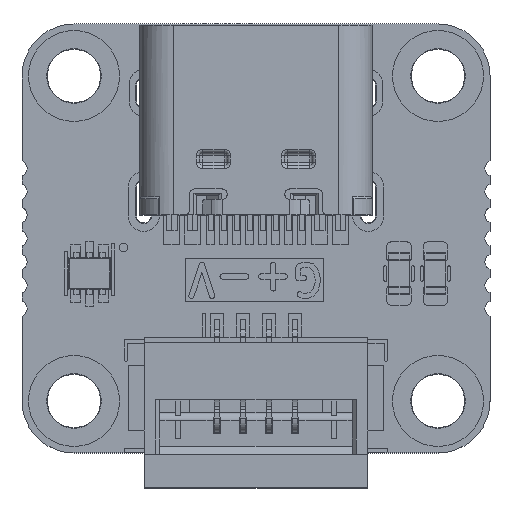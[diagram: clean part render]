
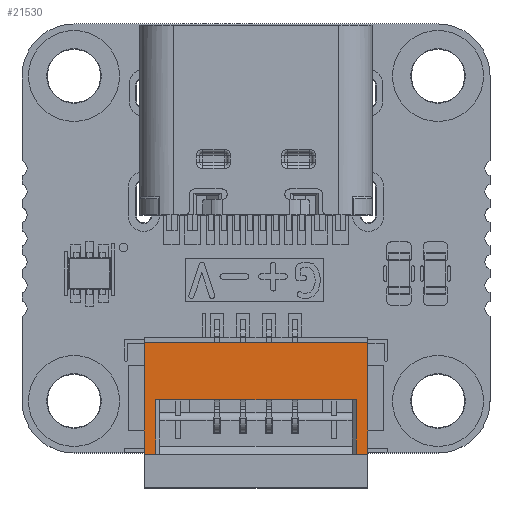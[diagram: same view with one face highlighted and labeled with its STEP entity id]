
A CAD part, top view. The second image highlights one B-rep face of the part: STEP entity #21530.
In plain terms, the highlighted planar face has unit normal (0, 0, 1).
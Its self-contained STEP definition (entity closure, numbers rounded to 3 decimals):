
#19347 = VERTEX_POINT('',#19348);
#19348 = CARTESIAN_POINT('',(-3.85,-0.15,1.1));
#19354 = EDGE_CURVE('',#19355,#19347,#19357,.T.);
#19355 = VERTEX_POINT('',#19356);
#19356 = CARTESIAN_POINT('',(-3.85,-2.25,1.1));
#19357 = LINE('',#19358,#19359);
#19358 = CARTESIAN_POINT('',(-3.85,-2.25,1.1));
#19359 = VECTOR('',#19360,1.);
#19360 = DIRECTION('',(0.,1.,0.));
#19906 = VERTEX_POINT('',#19907);
#19907 = CARTESIAN_POINT('',(-4.3,2.05,1.1));
#19913 = EDGE_CURVE('',#19906,#19914,#19916,.T.);
#19914 = VERTEX_POINT('',#19915);
#19915 = CARTESIAN_POINT('',(4.3,2.05,1.1));
#19916 = LINE('',#19917,#19918);
#19917 = CARTESIAN_POINT('',(-5.652,2.05,1.1));
#19918 = VECTOR('',#19919,1.);
#19919 = DIRECTION('',(1.,0.,0.));
#20184 = VERTEX_POINT('',#20185);
#20185 = CARTESIAN_POINT('',(3.85,-0.15,1.1));
#20191 = EDGE_CURVE('',#19347,#20184,#20192,.T.);
#20192 = LINE('',#20193,#20194);
#20193 = CARTESIAN_POINT('',(2.55,-0.15,1.1));
#20194 = VECTOR('',#20195,1.);
#20195 = DIRECTION('',(1.,0.,0.));
#20663 = EDGE_CURVE('',#20664,#19914,#20666,.T.);
#20664 = VERTEX_POINT('',#20665);
#20665 = CARTESIAN_POINT('',(4.3,-2.25,1.1));
#20666 = LINE('',#20667,#20668);
#20667 = CARTESIAN_POINT('',(4.3,-2.25,1.1));
#20668 = VECTOR('',#20669,1.);
#20669 = DIRECTION('',(0.,1.,0.));
#21109 = VERTEX_POINT('',#21110);
#21110 = CARTESIAN_POINT('',(-4.3,-2.25,1.1));
#21116 = EDGE_CURVE('',#21109,#19906,#21117,.T.);
#21117 = LINE('',#21118,#21119);
#21118 = CARTESIAN_POINT('',(-4.3,-2.25,1.1));
#21119 = VECTOR('',#21120,1.);
#21120 = DIRECTION('',(0.,1.,0.));
#21245 = EDGE_CURVE('',#20664,#21246,#21248,.T.);
#21246 = VERTEX_POINT('',#21247);
#21247 = CARTESIAN_POINT('',(3.85,-2.25,1.1));
#21248 = LINE('',#21249,#21250);
#21249 = CARTESIAN_POINT('',(4.3,-2.25,1.1));
#21250 = VECTOR('',#21251,1.);
#21251 = DIRECTION('',(-1.,0.,0.));
#21276 = EDGE_CURVE('',#19355,#21109,#21277,.T.);
#21277 = LINE('',#21278,#21279);
#21278 = CARTESIAN_POINT('',(4.3,-2.25,1.1));
#21279 = VECTOR('',#21280,1.);
#21280 = DIRECTION('',(-1.,0.,0.));
#21530 = ADVANCED_FACE('',(#21531),#21546,.T.);
#21531 = FACE_BOUND('',#21532,.T.);
#21532 = EDGE_LOOP('',(#21533,#21534,#21535,#21536,#21537,#21538,#21544,
    #21545));
#21533 = ORIENTED_EDGE('',*,*,#19913,.F.);
#21534 = ORIENTED_EDGE('',*,*,#21116,.F.);
#21535 = ORIENTED_EDGE('',*,*,#21276,.F.);
#21536 = ORIENTED_EDGE('',*,*,#19354,.T.);
#21537 = ORIENTED_EDGE('',*,*,#20191,.T.);
#21538 = ORIENTED_EDGE('',*,*,#21539,.T.);
#21539 = EDGE_CURVE('',#20184,#21246,#21540,.T.);
#21540 = LINE('',#21541,#21542);
#21541 = CARTESIAN_POINT('',(3.85,-2.25,1.1));
#21542 = VECTOR('',#21543,1.);
#21543 = DIRECTION('',(0.,-1.,0.));
#21544 = ORIENTED_EDGE('',*,*,#21245,.F.);
#21545 = ORIENTED_EDGE('',*,*,#20663,.T.);
#21546 = PLANE('',#21547);
#21547 = AXIS2_PLACEMENT_3D('',#21548,#21549,#21550);
#21548 = CARTESIAN_POINT('',(4.3,-2.25,1.1));
#21549 = DIRECTION('',(0.,0.,1.));
#21550 = DIRECTION('',(1.,0.,-0.));
